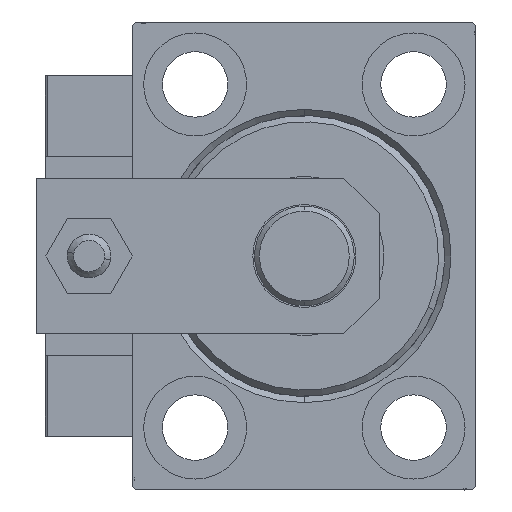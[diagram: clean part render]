
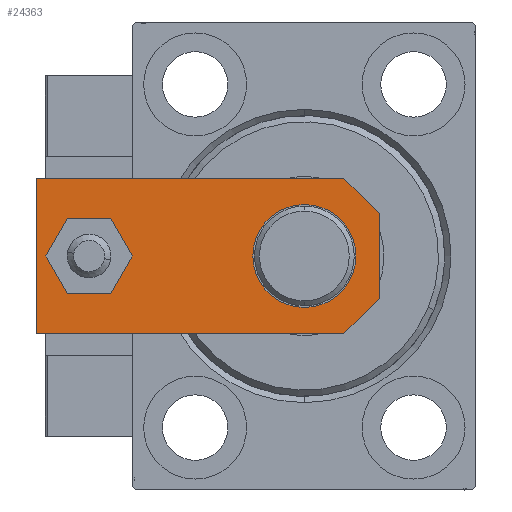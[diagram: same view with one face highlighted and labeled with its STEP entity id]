
A CAD part, left-side view. The second image highlights one B-rep face of the part: STEP entity #24363.
In plain terms, the highlighted face is planar.
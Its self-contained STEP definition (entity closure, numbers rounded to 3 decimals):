
#62 = VERTEX_POINT ( 'NONE', #21953 ) ;
#640 = AXIS2_PLACEMENT_3D ( 'NONE', #24552, #5042, #39205 ) ;
#1353 = EDGE_CURVE ( 'NONE', #43505, #12373, #2838, .T. ) ;
#1909 = PLANE ( 'NONE',  #15100 ) ;
#2114 = EDGE_CURVE ( 'NONE', #19136, #31780, #14387, .T. ) ;
#2473 = EDGE_CURVE ( 'NONE', #45537, #27910, #26739, .T. ) ;
#2597 = ORIENTED_EDGE ( 'NONE', *, *, #37457, .T. ) ;
#2838 = LINE ( 'NONE', #7210, #31652 ) ;
#2965 = ORIENTED_EDGE ( 'NONE', *, *, #26351, .T. ) ;
#4395 = ORIENTED_EDGE ( 'NONE', *, *, #2114, .T. ) ;
#4609 = AXIS2_PLACEMENT_3D ( 'NONE', #10987, #26909, #45652 ) ;
#4797 = CARTESIAN_POINT ( 'NONE',  ( 0., 12., 6. ) ) ;
#5042 = DIRECTION ( 'NONE',  ( 0., 0., 1. ) ) ;
#5520 = EDGE_LOOP ( 'NONE', ( #50606, #47897 ) ) ;
#6075 = LINE ( 'NONE', #27040, #37222 ) ;
#7210 = CARTESIAN_POINT ( 'NONE',  ( -12.5, 55., 6. ) ) ;
#9052 = CARTESIAN_POINT ( 'NONE',  ( -12.5, 55., 6. ) ) ;
#9084 = CARTESIAN_POINT ( 'NONE',  ( 12.5, 55., 6. ) ) ;
#10987 = CARTESIAN_POINT ( 'NONE',  ( 0., 46.5, 6. ) ) ;
#12373 = VERTEX_POINT ( 'NONE', #40052 ) ;
#12491 = ORIENTED_EDGE ( 'NONE', *, *, #2473, .F. ) ;
#13840 = ORIENTED_EDGE ( 'NONE', *, *, #1353, .T. ) ;
#14197 = DIRECTION ( 'NONE',  ( 0., 0., 1. ) ) ;
#14387 = LINE ( 'NONE', #45972, #25940 ) ;
#14713 = FACE_BOUND ( 'NONE', #42557, .T. ) ;
#15100 = AXIS2_PLACEMENT_3D ( 'NONE', #42162, #14197, #29876 ) ;
#15326 = VECTOR ( 'NONE', #46460, 1000. ) ;
#16222 = VECTOR ( 'NONE', #47443, 1000. ) ;
#16321 = CARTESIAN_POINT ( 'NONE',  ( 12.5, 5.66, 6. ) ) ;
#16347 = DIRECTION ( 'NONE',  ( 1., 0., 0. ) ) ;
#16403 = EDGE_CURVE ( 'NONE', #35060, #43505, #17532, .T. ) ;
#17532 = LINE ( 'NONE', #9084, #41874 ) ;
#18512 = CARTESIAN_POINT ( 'NONE',  ( -3.42, -3.42, 6. ) ) ;
#19136 = VERTEX_POINT ( 'NONE', #35357 ) ;
#19387 = ORIENTED_EDGE ( 'NONE', *, *, #38561, .F. ) ;
#20023 = AXIS2_PLACEMENT_3D ( 'NONE', #27917, #43801, #16347 ) ;
#21413 = EDGE_CURVE ( 'NONE', #44133, #62, #40391, .T. ) ;
#21595 = EDGE_LOOP ( 'NONE', ( #13840, #2597, #4395, #2965, #40576, #39742 ) ) ;
#21928 = FACE_OUTER_BOUND ( 'NONE', #21595, .T. ) ;
#21953 = CARTESIAN_POINT ( 'NONE',  ( 8.25, 12., 6. ) ) ;
#23180 = AXIS2_PLACEMENT_3D ( 'NONE', #4797, #47896, #40701 ) ;
#23892 = EDGE_CURVE ( 'NONE', #62, #44133, #33956, .T. ) ;
#24363 = ADVANCED_FACE ( 'NONE', ( #14713, #21928, #34240 ), #1909, .T. ) ;
#24552 = CARTESIAN_POINT ( 'NONE',  ( 0., 46.5, 6. ) ) ;
#24942 = CARTESIAN_POINT ( 'NONE',  ( -4., 46.5, 6. ) ) ;
#25940 = VECTOR ( 'NONE', #30070, 1000. ) ;
#26211 = CARTESIAN_POINT ( 'NONE',  ( 12.5, 0., 6. ) ) ;
#26351 = EDGE_CURVE ( 'NONE', #31780, #46593, #6075, .T. ) ;
#26739 = CIRCLE ( 'NONE', #4609, 4. ) ;
#26909 = DIRECTION ( 'NONE',  ( 0., 0., 1. ) ) ;
#27040 = CARTESIAN_POINT ( 'NONE',  ( 3.42, -3.42, 6. ) ) ;
#27910 = VERTEX_POINT ( 'NONE', #39983 ) ;
#27917 = CARTESIAN_POINT ( 'NONE',  ( 0., 12., 6. ) ) ;
#28915 = CARTESIAN_POINT ( 'NONE',  ( -8.25, 12., 6. ) ) ;
#29367 = DIRECTION ( 'NONE',  ( -1., 0., 0. ) ) ;
#29876 = DIRECTION ( 'NONE',  ( 1., 0., 0. ) ) ;
#30060 = DIRECTION ( 'NONE',  ( 0., -1., 0. ) ) ;
#30070 = DIRECTION ( 'NONE',  ( 1., 0., 0. ) ) ;
#30384 = CARTESIAN_POINT ( 'NONE',  ( 12.5, 55., 6. ) ) ;
#30806 = LINE ( 'NONE', #26211, #15326 ) ;
#31652 = VECTOR ( 'NONE', #30060, 1000. ) ;
#31780 = VERTEX_POINT ( 'NONE', #35218 ) ;
#33956 = CIRCLE ( 'NONE', #20023, 8.25 ) ;
#34096 = EDGE_CURVE ( 'NONE', #46593, #35060, #30806, .T. ) ;
#34240 = FACE_BOUND ( 'NONE', #5520, .T. ) ;
#35060 = VERTEX_POINT ( 'NONE', #30384 ) ;
#35218 = CARTESIAN_POINT ( 'NONE',  ( 6.84, 0., 6. ) ) ;
#35357 = CARTESIAN_POINT ( 'NONE',  ( -6.84, 0., 6. ) ) ;
#37222 = VECTOR ( 'NONE', #39094, 1000. ) ;
#37457 = EDGE_CURVE ( 'NONE', #12373, #19136, #39739, .T. ) ;
#38561 = EDGE_CURVE ( 'NONE', #27910, #45537, #40864, .T. ) ;
#39094 = DIRECTION ( 'NONE',  ( 0.707, 0.707, 0. ) ) ;
#39205 = DIRECTION ( 'NONE',  ( 1., 0., 0. ) ) ;
#39739 = LINE ( 'NONE', #18512, #16222 ) ;
#39742 = ORIENTED_EDGE ( 'NONE', *, *, #16403, .T. ) ;
#39983 = CARTESIAN_POINT ( 'NONE',  ( 4., 46.5, 6. ) ) ;
#40052 = CARTESIAN_POINT ( 'NONE',  ( -12.5, 5.66, 6. ) ) ;
#40391 = CIRCLE ( 'NONE', #23180, 8.25 ) ;
#40576 = ORIENTED_EDGE ( 'NONE', *, *, #34096, .T. ) ;
#40701 = DIRECTION ( 'NONE',  ( 1., 0., 0. ) ) ;
#40864 = CIRCLE ( 'NONE', #640, 4. ) ;
#41874 = VECTOR ( 'NONE', #29367, 1000. ) ;
#42162 = CARTESIAN_POINT ( 'NONE',  ( 0., 0., 6. ) ) ;
#42557 = EDGE_LOOP ( 'NONE', ( #12491, #19387 ) ) ;
#43505 = VERTEX_POINT ( 'NONE', #9052 ) ;
#43801 = DIRECTION ( 'NONE',  ( 0., 0., 1. ) ) ;
#44133 = VERTEX_POINT ( 'NONE', #28915 ) ;
#45537 = VERTEX_POINT ( 'NONE', #24942 ) ;
#45652 = DIRECTION ( 'NONE',  ( 1., 0., 0. ) ) ;
#45972 = CARTESIAN_POINT ( 'NONE',  ( -12.5, 0., 6. ) ) ;
#46460 = DIRECTION ( 'NONE',  ( 0., 1., 0. ) ) ;
#46593 = VERTEX_POINT ( 'NONE', #16321 ) ;
#47443 = DIRECTION ( 'NONE',  ( 0.707, -0.707, 0. ) ) ;
#47896 = DIRECTION ( 'NONE',  ( 0., 0., 1. ) ) ;
#47897 = ORIENTED_EDGE ( 'NONE', *, *, #23892, .F. ) ;
#50606 = ORIENTED_EDGE ( 'NONE', *, *, #21413, .F. ) ;
